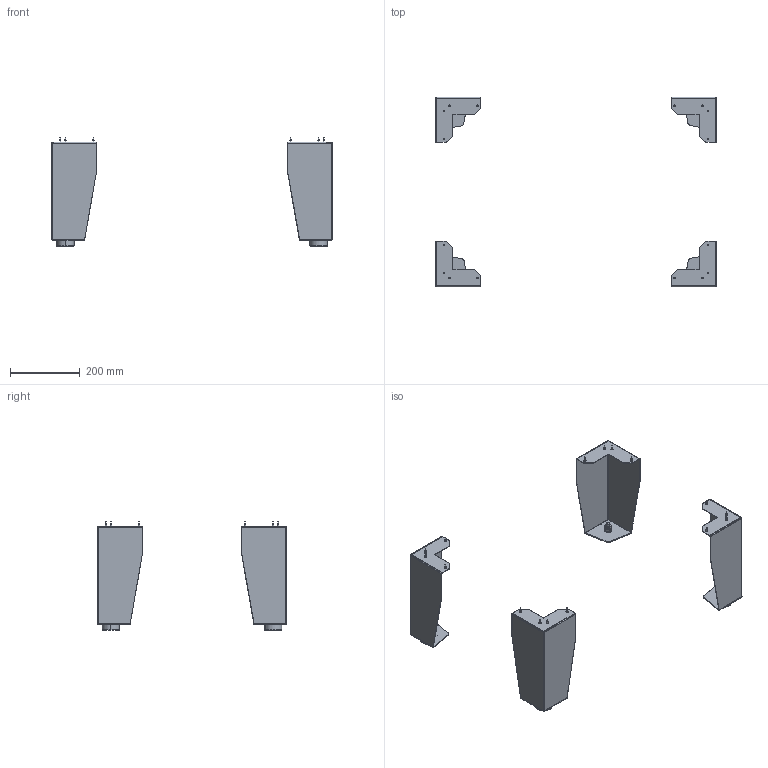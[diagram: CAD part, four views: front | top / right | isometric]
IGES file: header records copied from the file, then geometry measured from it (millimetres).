
Start section: Elysium IGES Interface
Global section: file name: 81H0092.0558_WS-MF320-470 .igs; native system: PTC Creo Elements/Direct Modeling 19.0C  15-Aug-2015; preprocessor: Creo Element/Direct IGES_3D V2.2; author: Unknown; organization: Unknown; date: 20170721.104818; units: millimetre
Bounding box: 806 x 544.5 x 310.3 mm (x, y, z)
Volume: 698071.6 mm3; surface area: 682135.7 mm2
Topology: 4 solids, 8 shells, 864 faces, 2268 edges, 1476 vertices
Faces by surface type: bspline 864
